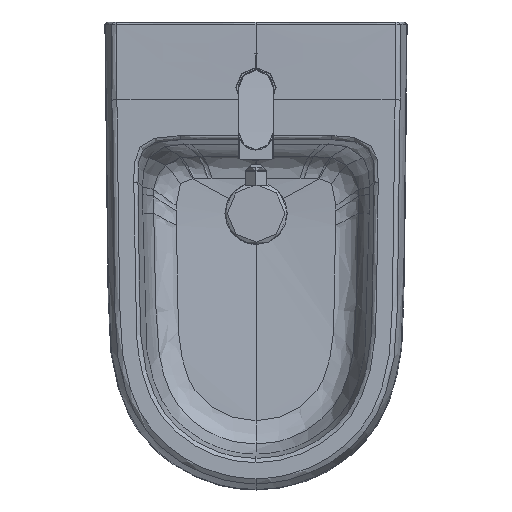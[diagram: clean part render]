
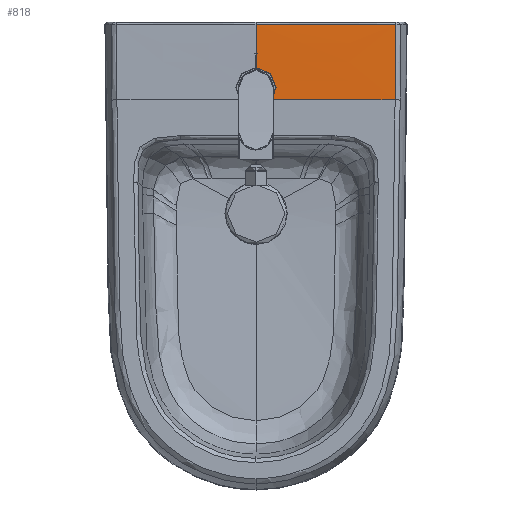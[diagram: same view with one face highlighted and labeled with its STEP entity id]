
A CAD part, top view. The second image highlights one B-rep face of the part: STEP entity #818.
In plain terms, the highlighted free-form (B-spline) face has degree [4, 3] with [5, 4] control points.
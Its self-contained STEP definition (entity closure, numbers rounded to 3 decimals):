
#209=B_SPLINE_SURFACE_WITH_KNOTS('',4,3,((#39465,#39466,#39467,#39468),
(#39469,#39470,#39471,#39472),(#39473,#39474,#39475,#39476),(#39477,#39478,
#39479,#39480),(#39481,#39482,#39483,#39484)),.UNSPECIFIED.,.F.,.F.,.F.,
(5,5),(4,4),(0.,99.948),(0.,366.719),
 .UNSPECIFIED.);
#818=ADVANCED_FACE('',(#1530),#209,.T.);
#1530=FACE_OUTER_BOUND('',#2256,.T.);
#2256=EDGE_LOOP('',(#4473,#4474,#4475,#4476,#4477));
#4473=ORIENTED_EDGE('',*,*,#6937,.F.);
#4474=ORIENTED_EDGE('',*,*,#7233,.F.);
#4475=ORIENTED_EDGE('',*,*,#6938,.F.);
#4476=ORIENTED_EDGE('',*,*,#6939,.F.);
#4477=ORIENTED_EDGE('',*,*,#6936,.F.);
#6936=EDGE_CURVE('',#9828,#9885,#8403,.T.);
#6937=EDGE_CURVE('',#9988,#9828,#8404,.T.);
#6938=EDGE_CURVE('',#10032,#10031,#8405,.T.);
#6939=EDGE_CURVE('',#9885,#10032,#8406,.T.);
#7233=EDGE_CURVE('',#10031,#9988,#8624,.T.);
#8403=B_SPLINE_CURVE_WITH_KNOTS('',3,(#72990,#72991,#72992,#72993),
 .UNSPECIFIED.,.F.,.F.,(4,4),(-411.437,-95.171),
 .UNSPECIFIED.);
#8404=B_SPLINE_CURVE_WITH_KNOTS('',4,(#72994,#72995,#72996,#72997,#72998),
 .UNSPECIFIED.,.F.,.F.,(5,5),(45.799,137.066),.UNSPECIFIED.);
#8405=B_SPLINE_CURVE_WITH_KNOTS('',3,(#72999,#73000,#73001,#73002),
 .UNSPECIFIED.,.F.,.F.,(4,4),(4.559,174.172),
 .UNSPECIFIED.);
#8406=B_SPLINE_CURVE_WITH_KNOTS('',5,(#73003,#73004,#73005,#73006,#73007,
#73008,#73009,#73010,#73011,#73012,#73013,#73014),.UNSPECIFIED.,.F.,.F.,
(6,3,3,6),(201.43,270.116,327.361,338.829),
 .UNSPECIFIED.);
#8624=B_SPLINE_CURVE_WITH_KNOTS('',3,(#75221,#75222,#75223,#75224,#75225,
#75226,#75227,#75228,#75229,#75230,#75231,#75232,#75233,#75234,#75235,#75236,
#75237,#75238),.UNSPECIFIED.,.F.,.F.,(4,2,2,2,2,2,2,2,4),(-64.096,
-56.083,-48.074,-40.063,-32.053,
-24.048,-16.043,-8.018,0.),.UNSPECIFIED.);
#9828=VERTEX_POINT('',#68006);
#9885=VERTEX_POINT('',#68063);
#9988=VERTEX_POINT('',#68166);
#10031=VERTEX_POINT('',#68209);
#10032=VERTEX_POINT('',#68210);
#39465=CARTESIAN_POINT('',(182.602,200.067,199.68));
#39466=CARTESIAN_POINT('',(60.672,200.067,199.68));
#39467=CARTESIAN_POINT('',(-61.259,200.067,199.68));
#39468=CARTESIAN_POINT('',(-183.189,200.067,199.68));
#39469=CARTESIAN_POINT('',(182.845,225.143,199.68));
#39470=CARTESIAN_POINT('',(60.754,225.14,199.715));
#39471=CARTESIAN_POINT('',(-61.341,225.14,199.715));
#39472=CARTESIAN_POINT('',(-183.432,225.143,199.68));
#39473=CARTESIAN_POINT('',(183.071,250.155,199.68));
#39474=CARTESIAN_POINT('',(60.833,250.097,200.344));
#39475=CARTESIAN_POINT('',(-61.42,250.097,200.344));
#39476=CARTESIAN_POINT('',(-183.658,250.155,199.68));
#39477=CARTESIAN_POINT('',(183.289,275.104,199.68));
#39478=CARTESIAN_POINT('',(60.906,274.994,200.941));
#39479=CARTESIAN_POINT('',(-61.494,274.994,200.941));
#39480=CARTESIAN_POINT('',(-183.876,275.104,199.68));
#39481=CARTESIAN_POINT('',(183.507,300.063,199.68));
#39482=CARTESIAN_POINT('',(60.978,299.946,201.013));
#39483=CARTESIAN_POINT('',(-61.565,299.946,201.013));
#39484=CARTESIAN_POINT('',(-184.094,300.063,199.68));
#68006=CARTESIAN_POINT('',(-0.294,296.956,200.671));
#68063=CARTESIAN_POINT('',(178.986,297.038,199.728));
#68166=CARTESIAN_POINT('',(-0.294,232.476,199.932));
#68209=CARTESIAN_POINT('',(8.871,200.067,199.68));
#68210=CARTESIAN_POINT('',(178.054,200.067,199.68));
#72990=CARTESIAN_POINT('',(-0.294,296.956,200.671));
#72991=CARTESIAN_POINT('',(59.468,296.956,200.671));
#72992=CARTESIAN_POINT('',(119.229,296.983,200.357));
#72993=CARTESIAN_POINT('',(178.986,297.038,199.728));
#72994=CARTESIAN_POINT('',(-0.294,232.476,199.932));
#72995=CARTESIAN_POINT('',(-0.294,248.619,200.135));
#72996=CARTESIAN_POINT('',(-0.294,264.734,200.402));
#72997=CARTESIAN_POINT('',(-0.294,280.837,200.614));
#72998=CARTESIAN_POINT('',(-0.294,296.956,200.671));
#72999=CARTESIAN_POINT('',(178.054,200.067,199.68));
#73000=CARTESIAN_POINT('',(121.66,200.067,199.68));
#73001=CARTESIAN_POINT('',(65.265,200.067,199.68));
#73002=CARTESIAN_POINT('',(8.871,200.067,199.68));
#73003=CARTESIAN_POINT('',(178.986,297.038,199.728));
#73004=CARTESIAN_POINT('',(178.9,287.345,199.726));
#73005=CARTESIAN_POINT('',(178.811,277.653,199.722));
#73006=CARTESIAN_POINT('',(178.719,267.959,199.716));
#73007=CARTESIAN_POINT('',(178.547,250.18,199.704));
#73008=CARTESIAN_POINT('',(178.372,232.384,199.692));
#73009=CARTESIAN_POINT('',(178.292,224.289,199.687));
#73010=CARTESIAN_POINT('',(178.196,214.567,199.682));
#73011=CARTESIAN_POINT('',(178.101,204.838,199.68));
#73012=CARTESIAN_POINT('',(178.085,203.244,199.68));
#73013=CARTESIAN_POINT('',(178.07,201.658,199.68));
#73014=CARTESIAN_POINT('',(178.054,200.067,199.68));
#75221=CARTESIAN_POINT('',(8.871,200.067,199.68));
#75222=CARTESIAN_POINT('',(10.491,201.063,199.681));
#75223=CARTESIAN_POINT('',(11.945,202.324,199.683));
#75224=CARTESIAN_POINT('',(14.372,205.241,199.692));
#75225=CARTESIAN_POINT('',(15.346,206.897,199.698));
#75226=CARTESIAN_POINT('',(16.713,210.434,199.716));
#75227=CARTESIAN_POINT('',(17.104,212.306,199.728));
#75228=CARTESIAN_POINT('',(17.273,216.069,199.756));
#75229=CARTESIAN_POINT('',(17.052,217.96,199.772));
#75230=CARTESIAN_POINT('',(16.024,221.571,199.806));
#75231=CARTESIAN_POINT('',(15.219,223.291,199.824));
#75232=CARTESIAN_POINT('',(13.103,226.391,199.857));
#75233=CARTESIAN_POINT('',(11.792,227.771,199.874));
#75234=CARTESIAN_POINT('',(8.785,230.056,199.901));
#75235=CARTESIAN_POINT('',(7.094,230.952,199.912));
#75236=CARTESIAN_POINT('',(3.508,232.162,199.927));
#75237=CARTESIAN_POINT('',(1.613,232.476,199.932));
#75238=CARTESIAN_POINT('',(-0.294,232.476,199.932));
